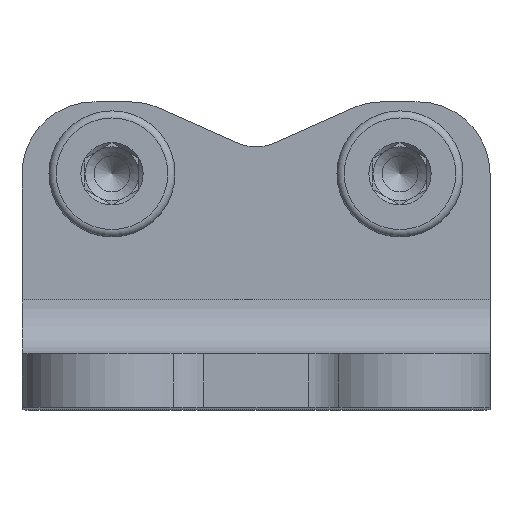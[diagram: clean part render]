
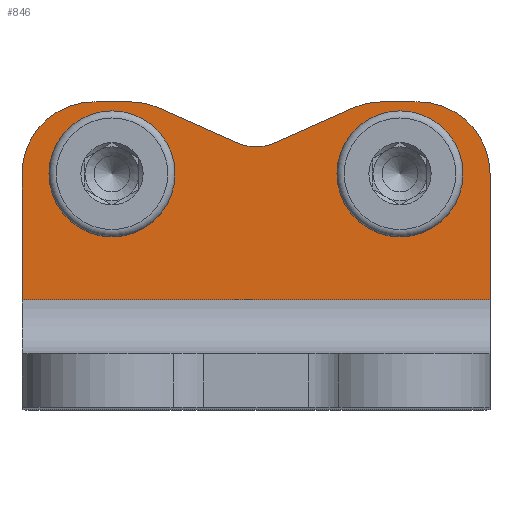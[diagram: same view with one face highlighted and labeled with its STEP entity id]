
A CAD part, top view. The second image highlights one B-rep face of the part: STEP entity #846.
In plain terms, the highlighted face is planar.
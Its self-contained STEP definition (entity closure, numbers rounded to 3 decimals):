
#105=CIRCLE('',#952,2.25);
#106=CIRCLE('',#953,2.25);
#107=CIRCLE('',#954,4.);
#108=CIRCLE('',#955,4.);
#109=CIRCLE('',#956,4.);
#110=CIRCLE('',#957,2.5);
#111=CIRCLE('',#958,4.);
#183=ORIENTED_EDGE('',*,*,#404,.F.);
#184=ORIENTED_EDGE('',*,*,#405,.F.);
#185=ORIENTED_EDGE('',*,*,#361,.F.);
#186=ORIENTED_EDGE('',*,*,#406,.T.);
#187=ORIENTED_EDGE('',*,*,#407,.F.);
#188=ORIENTED_EDGE('',*,*,#402,.T.);
#189=ORIENTED_EDGE('',*,*,#408,.T.);
#190=ORIENTED_EDGE('',*,*,#409,.T.);
#191=ORIENTED_EDGE('',*,*,#365,.F.);
#192=ORIENTED_EDGE('',*,*,#410,.T.);
#193=ORIENTED_EDGE('',*,*,#411,.F.);
#194=ORIENTED_EDGE('',*,*,#412,.F.);
#195=ORIENTED_EDGE('',*,*,#413,.F.);
#196=ORIENTED_EDGE('',*,*,#414,.T.);
#361=EDGE_CURVE('',#474,#475,#550,.T.);
#365=EDGE_CURVE('',#478,#479,#554,.T.);
#402=EDGE_CURVE('',#511,#510,#569,.T.);
#404=EDGE_CURVE('',#512,#512,#105,.T.);
#405=EDGE_CURVE('',#513,#513,#106,.T.);
#406=EDGE_CURVE('',#474,#514,#107,.T.);
#407=EDGE_CURVE('',#511,#514,#570,.T.);
#408=EDGE_CURVE('',#510,#515,#571,.T.);
#409=EDGE_CURVE('',#515,#479,#108,.T.);
#410=EDGE_CURVE('',#478,#516,#109,.T.);
#411=EDGE_CURVE('',#517,#516,#572,.T.);
#412=EDGE_CURVE('',#518,#517,#110,.T.);
#413=EDGE_CURVE('',#519,#518,#573,.T.);
#414=EDGE_CURVE('',#519,#475,#111,.T.);
#474=VERTEX_POINT('',#1321);
#475=VERTEX_POINT('',#1323);
#478=VERTEX_POINT('',#1330);
#479=VERTEX_POINT('',#1332);
#510=VERTEX_POINT('',#1404);
#511=VERTEX_POINT('',#1406);
#512=VERTEX_POINT('',#1410);
#513=VERTEX_POINT('',#1412);
#514=VERTEX_POINT('',#1414);
#515=VERTEX_POINT('',#1417);
#516=VERTEX_POINT('',#1420);
#517=VERTEX_POINT('',#1422);
#518=VERTEX_POINT('',#1424);
#519=VERTEX_POINT('',#1426);
#550=LINE('',#1322,#606);
#554=LINE('',#1331,#610);
#569=LINE('',#1405,#625);
#570=LINE('',#1415,#626);
#571=LINE('',#1416,#627);
#572=LINE('',#1421,#628);
#573=LINE('',#1425,#629);
#606=VECTOR('',#1039,1000.);
#610=VECTOR('',#1045,1000.);
#625=VECTOR('',#1114,1000.);
#626=VECTOR('',#1125,1000.);
#627=VECTOR('',#1126,1000.);
#628=VECTOR('',#1131,1000.);
#629=VECTOR('',#1134,1000.);
#673=EDGE_LOOP('',(#183));
#674=EDGE_LOOP('',(#184));
#675=EDGE_LOOP('',(#185,#186,#187,#188,#189,#190,#191,#192,#193,#194,#195,
#196));
#749=FACE_BOUND('',#673,.T.);
#750=FACE_BOUND('',#674,.T.);
#751=FACE_BOUND('',#675,.T.);
#818=PLANE('',#951);
#846=ADVANCED_FACE('',(#749,#750,#751),#818,.F.);
#951=AXIS2_PLACEMENT_3D('',#1408,#1117,#1118);
#952=AXIS2_PLACEMENT_3D('',#1409,#1119,#1120);
#953=AXIS2_PLACEMENT_3D('',#1411,#1121,#1122);
#954=AXIS2_PLACEMENT_3D('',#1413,#1123,#1124);
#955=AXIS2_PLACEMENT_3D('',#1418,#1127,#1128);
#956=AXIS2_PLACEMENT_3D('',#1419,#1129,#1130);
#957=AXIS2_PLACEMENT_3D('',#1423,#1132,#1133);
#958=AXIS2_PLACEMENT_3D('',#1427,#1135,#1136);
#1039=DIRECTION('',(0.,0.,-1.));
#1045=DIRECTION('',(0.,0.,-1.));
#1114=DIRECTION('',(0.,0.,-1.));
#1117=DIRECTION('',(-1.,0.,0.));
#1118=DIRECTION('',(0.,0.,1.));
#1119=DIRECTION('',(1.,0.,0.));
#1120=DIRECTION('',(0.,0.,-1.));
#1121=DIRECTION('',(1.,0.,0.));
#1122=DIRECTION('',(0.,0.,-1.));
#1123=DIRECTION('',(1.,0.,0.));
#1124=DIRECTION('',(0.,0.,-1.));
#1125=DIRECTION('',(0.,1.,0.));
#1126=DIRECTION('',(0.,1.,0.));
#1127=DIRECTION('',(1.,0.,0.));
#1128=DIRECTION('',(0.,0.,-1.));
#1129=DIRECTION('',(1.,0.,0.));
#1130=DIRECTION('',(0.,0.,-1.));
#1131=DIRECTION('',(0.,0.406,-0.914));
#1132=DIRECTION('',(1.,0.,0.));
#1133=DIRECTION('',(0.,0.,-1.));
#1134=DIRECTION('',(0.,-0.406,-0.914));
#1135=DIRECTION('',(1.,0.,0.));
#1136=DIRECTION('',(0.,0.,-1.));
#1321=CARTESIAN_POINT('',(3.,17.,9.));
#1322=CARTESIAN_POINT('',(3.,17.,13.));
#1323=CARTESIAN_POINT('',(3.,17.,7.));
#1330=CARTESIAN_POINT('',(3.,17.,-7.));
#1331=CARTESIAN_POINT('',(3.,17.,13.));
#1332=CARTESIAN_POINT('',(3.,17.,-9.));
#1404=CARTESIAN_POINT('',(3.,6.,-13.));
#1405=CARTESIAN_POINT('',(3.,6.,13.));
#1406=CARTESIAN_POINT('',(3.,6.,13.));
#1408=CARTESIAN_POINT('',(3.,6.,13.));
#1409=CARTESIAN_POINT('',(3.,13.,8.));
#1410=CARTESIAN_POINT('',(3.,13.,5.75));
#1411=CARTESIAN_POINT('',(3.,13.,-8.));
#1412=CARTESIAN_POINT('',(3.,13.,-10.25));
#1413=CARTESIAN_POINT('',(3.,13.,9.));
#1414=CARTESIAN_POINT('',(3.,13.,13.));
#1415=CARTESIAN_POINT('',(3.,6.,13.));
#1416=CARTESIAN_POINT('',(3.,6.,-13.));
#1417=CARTESIAN_POINT('',(3.,13.,-13.));
#1418=CARTESIAN_POINT('',(3.,13.,-9.));
#1419=CARTESIAN_POINT('',(3.,13.,-7.));
#1420=CARTESIAN_POINT('',(3.,16.655,-5.374));
#1421=CARTESIAN_POINT('',(3.,14.716,-1.016));
#1422=CARTESIAN_POINT('',(3.,14.716,-1.016));
#1423=CARTESIAN_POINT('',(3.,17.,0.));
#1424=CARTESIAN_POINT('',(3.,14.716,1.016));
#1425=CARTESIAN_POINT('',(3.,16.655,5.374));
#1426=CARTESIAN_POINT('',(3.,16.655,5.374));
#1427=CARTESIAN_POINT('',(3.,13.,7.));
